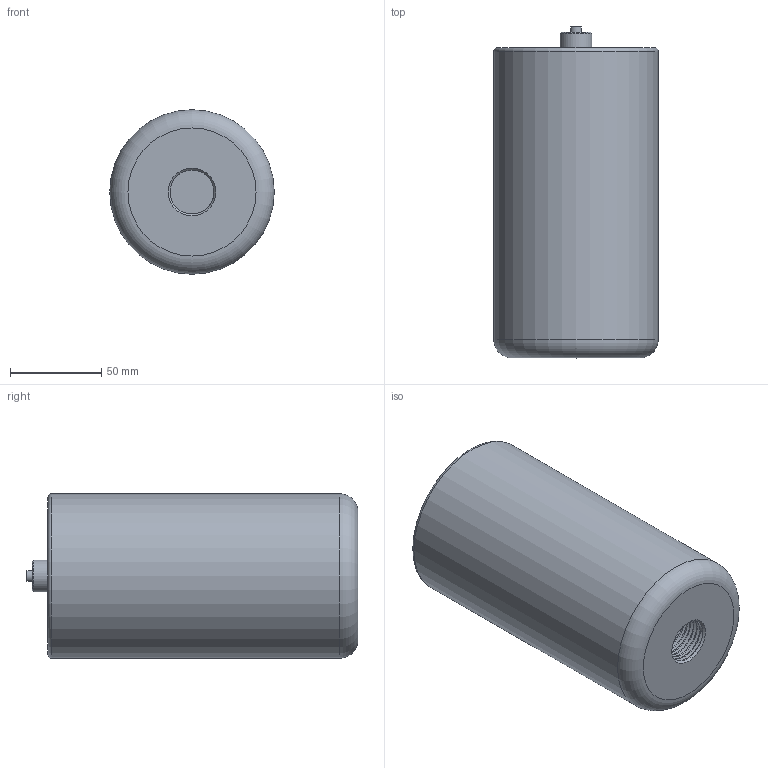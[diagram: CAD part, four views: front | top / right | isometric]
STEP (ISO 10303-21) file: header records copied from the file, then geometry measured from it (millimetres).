
FILE_DESCRIPTION (( 'STEP AP214' ), '1' );
FILE_NAME ('U003A01X1-PC.STEP', '2019-10-24T09:43:39', ( '' ), ( '' ), 'SwSTEP 2.0', 'SolidWorks 2020', '' );
FILE_SCHEMA (( 'AUTOMOTIVE_DESIGN' ));
Length unit declared in the file: millimetre
Products named in the file (3): Charging adaptor; U003 Body; U003A01X1-PC
Assembly tree (2 placements, depth 2):
  U003A01X1-PC
    U003 Body
    Charging adaptor
Bounding box: 90.2 x 182 x 90.2 mm (x, y, z)
Volume: 1031206.9 mm3; surface area: 67439.4 mm2
Topology: 2 solids, 2 shells, 68 faces, 146 edges, 90 vertices
Faces by surface type: plane 34, cylinder 19, torus 7, cone 5, bspline 3
Full cylindrical faces by diameter (mm): 2.5 x2, 6 x1, 11.445 x1, 11.671 x2, 13 x1, 17.3 x1, 24.117 x8, 70 x1, 90.2 x1
Entity records: 3305 total; most frequent: CARTESIAN_POINT 1849, DIRECTION 249, ORIENTED_EDGE 190, AXIS2_PLACEMENT_3D 107, EDGE_CURVE 95, EDGE_LOOP 94, FACE_OUTER_BOUND 77, VERTEX_POINT 69
